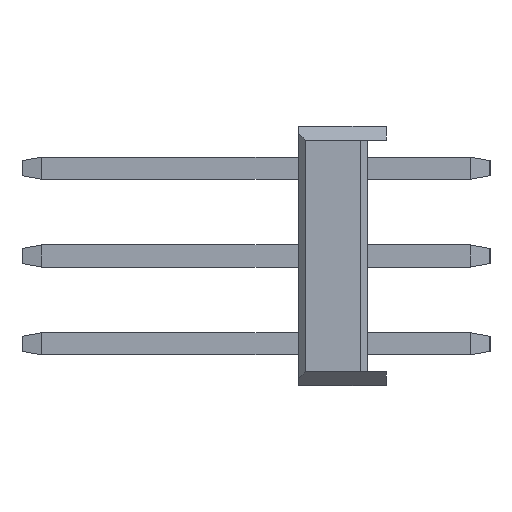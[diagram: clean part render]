
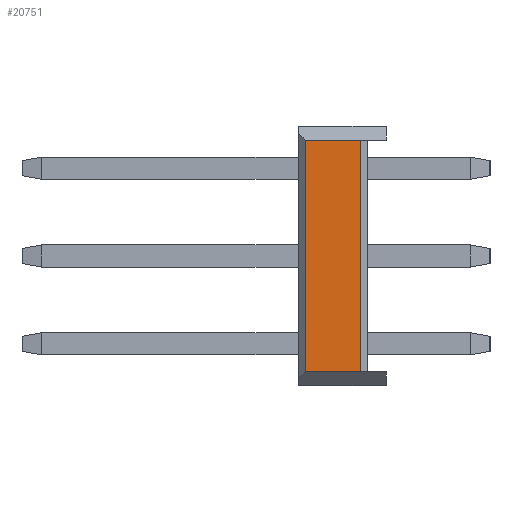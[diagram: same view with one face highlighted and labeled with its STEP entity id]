
A CAD part, left-side view. The second image highlights one B-rep face of the part: STEP entity #20751.
In plain terms, the highlighted planar face has unit normal (-1, 0, 0).
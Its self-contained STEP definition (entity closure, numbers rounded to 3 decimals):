
#150 = DIRECTION ( 'NONE',  ( 0., -1., 0. ) ) ;
#2871 = CARTESIAN_POINT ( 'NONE',  ( -1.27, 2.34, 3.35 ) ) ;
#3461 = EDGE_CURVE ( 'NONE', #12787, #3986, #14838, .T. ) ;
#3986 = VERTEX_POINT ( 'NONE', #19713 ) ;
#4133 = CARTESIAN_POINT ( 'NONE',  ( -1.27, 0.74, 3.35 ) ) ;
#4200 = DIRECTION ( 'NONE',  ( 0., 0., -1. ) ) ;
#4233 = LINE ( 'NONE', #4133, #13061 ) ;
#4569 = ORIENTED_EDGE ( 'NONE', *, *, #19941, .F. ) ;
#5536 = VECTOR ( 'NONE', #150, 1000. ) ;
#5788 = CARTESIAN_POINT ( 'NONE',  ( -1.27, 2.34, -3.35 ) ) ;
#6245 = CARTESIAN_POINT ( 'NONE',  ( -1.27, 2.54, -3.35 ) ) ;
#7913 = DIRECTION ( 'NONE',  ( 1., 0., 0. ) ) ;
#9487 = LINE ( 'NONE', #10308, #12857 ) ;
#10308 = CARTESIAN_POINT ( 'NONE',  ( -1.27, 2.54, 3.35 ) ) ;
#10374 = LINE ( 'NONE', #20185, #18112 ) ;
#11084 = EDGE_CURVE ( 'NONE', #16526, #12787, #10374, .T. ) ;
#11973 = DIRECTION ( 'NONE',  ( 0., 0., -1. ) ) ;
#12369 = ORIENTED_EDGE ( 'NONE', *, *, #11084, .T. ) ;
#12787 = VERTEX_POINT ( 'NONE', #5788 ) ;
#12857 = VECTOR ( 'NONE', #20161, 1000. ) ;
#13061 = VECTOR ( 'NONE', #4200, 1000. ) ;
#13666 = EDGE_LOOP ( 'NONE', ( #4569, #12369, #20601, #14644 ) ) ;
#14590 = FACE_OUTER_BOUND ( 'NONE', #13666, .T. ) ;
#14644 = ORIENTED_EDGE ( 'NONE', *, *, #19550, .F. ) ;
#14838 = LINE ( 'NONE', #16705, #5536 ) ;
#14876 = VERTEX_POINT ( 'NONE', #20859 ) ;
#16160 = PLANE ( 'NONE',  #16625 ) ;
#16526 = VERTEX_POINT ( 'NONE', #2871 ) ;
#16625 = AXIS2_PLACEMENT_3D ( 'NONE', #6245, #7913, #19467 ) ;
#16705 = CARTESIAN_POINT ( 'NONE',  ( -1.27, 2.54, -3.35 ) ) ;
#18112 = VECTOR ( 'NONE', #11973, 1000. ) ;
#19467 = DIRECTION ( 'NONE',  ( 0., 0., -1. ) ) ;
#19550 = EDGE_CURVE ( 'NONE', #14876, #3986, #4233, .T. ) ;
#19713 = CARTESIAN_POINT ( 'NONE',  ( -1.27, 0.74, -3.35 ) ) ;
#19941 = EDGE_CURVE ( 'NONE', #16526, #14876, #9487, .T. ) ;
#20161 = DIRECTION ( 'NONE',  ( 0., -1., 0. ) ) ;
#20185 = CARTESIAN_POINT ( 'NONE',  ( -1.27, 2.34, -3.35 ) ) ;
#20601 = ORIENTED_EDGE ( 'NONE', *, *, #3461, .T. ) ;
#20751 = ADVANCED_FACE ( 'NONE', ( #14590 ), #16160, .F. ) ;
#20859 = CARTESIAN_POINT ( 'NONE',  ( -1.27, 0.74, 3.35 ) ) ;
